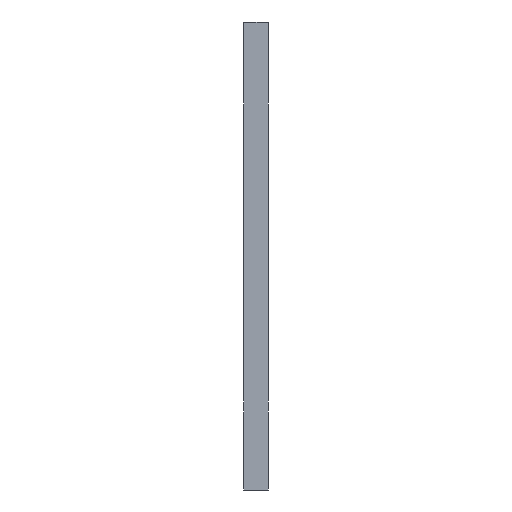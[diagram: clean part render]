
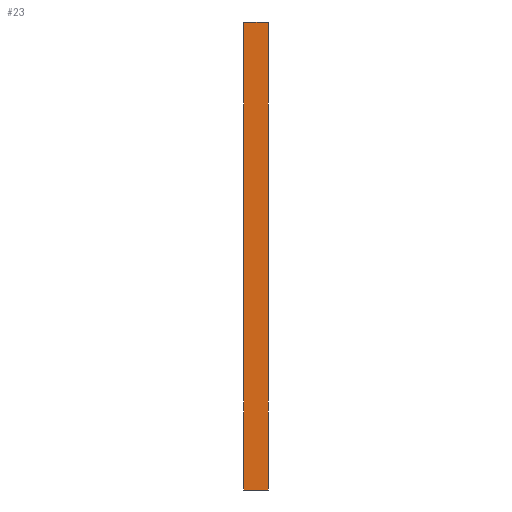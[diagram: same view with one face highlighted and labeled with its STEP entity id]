
A CAD part, left-side view. The second image highlights one B-rep face of the part: STEP entity #23.
In plain terms, the highlighted planar face has unit normal (-1, 0, 0).
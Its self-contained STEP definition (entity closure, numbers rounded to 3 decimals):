
#1 = CARTESIAN_POINT ( 'NONE',  ( -55., 4., -37.5 ) ) ;
#10 = DIRECTION ( 'NONE',  ( 0., -1., 0. ) ) ;
#23 = ADVANCED_FACE ( 'NONE', ( #624 ), #65, .F. ) ;
#27 = VERTEX_POINT ( 'NONE', #319 ) ;
#65 = PLANE ( 'NONE',  #194 ) ;
#141 = DIRECTION ( 'NONE',  ( 1., 0., 0. ) ) ;
#180 = CARTESIAN_POINT ( 'NONE',  ( -55., 4., -37.5 ) ) ;
#194 = AXIS2_PLACEMENT_3D ( 'NONE', #1, #141, #626 ) ;
#202 = EDGE_CURVE ( 'NONE', #329, #409, #732, .T. ) ;
#244 = DIRECTION ( 'NONE',  ( 0., 0., 1. ) ) ;
#249 = EDGE_CURVE ( 'NONE', #329, #27, #600, .T. ) ;
#319 = CARTESIAN_POINT ( 'NONE',  ( -55., 4., 37.5 ) ) ;
#327 = CARTESIAN_POINT ( 'NONE',  ( -55., 4., 37.5 ) ) ;
#329 = VERTEX_POINT ( 'NONE', #495 ) ;
#375 = VECTOR ( 'NONE', #489, 1000. ) ;
#379 = LINE ( 'NONE', #803, #443 ) ;
#400 = VECTOR ( 'NONE', #10, 1000. ) ;
#401 = ORIENTED_EDGE ( 'NONE', *, *, #249, .F. ) ;
#409 = VERTEX_POINT ( 'NONE', #681 ) ;
#419 = VERTEX_POINT ( 'NONE', #500 ) ;
#443 = VECTOR ( 'NONE', #739, 1000. ) ;
#489 = DIRECTION ( 'NONE',  ( 0., -1., 0. ) ) ;
#495 = CARTESIAN_POINT ( 'NONE',  ( -55., 4., -37.5 ) ) ;
#500 = CARTESIAN_POINT ( 'NONE',  ( -55., 0., 37.5 ) ) ;
#536 = EDGE_LOOP ( 'NONE', ( #549, #793, #401, #661 ) ) ;
#541 = EDGE_CURVE ( 'NONE', #409, #419, #379, .T. ) ;
#549 = ORIENTED_EDGE ( 'NONE', *, *, #541, .T. ) ;
#554 = VECTOR ( 'NONE', #244, 1000. ) ;
#592 = LINE ( 'NONE', #327, #400 ) ;
#600 = LINE ( 'NONE', #797, #554 ) ;
#624 = FACE_OUTER_BOUND ( 'NONE', #536, .T. ) ;
#626 = DIRECTION ( 'NONE',  ( 0., 0., -1. ) ) ;
#661 = ORIENTED_EDGE ( 'NONE', *, *, #202, .T. ) ;
#681 = CARTESIAN_POINT ( 'NONE',  ( -55., 0., -37.5 ) ) ;
#732 = LINE ( 'NONE', #180, #375 ) ;
#739 = DIRECTION ( 'NONE',  ( 0., 0., 1. ) ) ;
#742 = EDGE_CURVE ( 'NONE', #27, #419, #592, .T. ) ;
#793 = ORIENTED_EDGE ( 'NONE', *, *, #742, .F. ) ;
#797 = CARTESIAN_POINT ( 'NONE',  ( -55., 4., -37.5 ) ) ;
#803 = CARTESIAN_POINT ( 'NONE',  ( -55., 0., -37.5 ) ) ;
